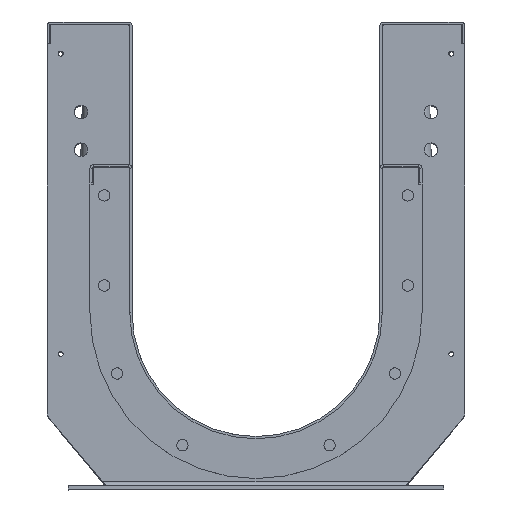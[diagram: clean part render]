
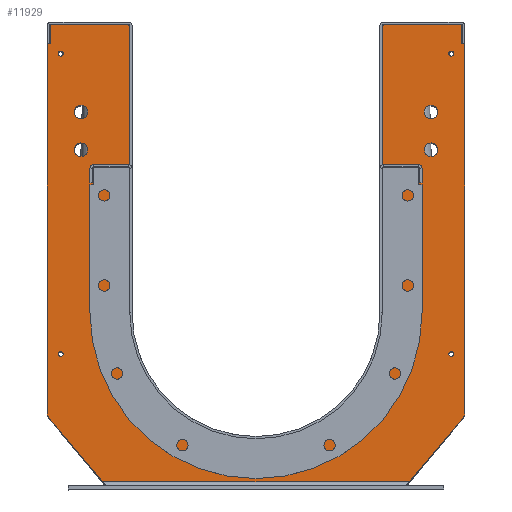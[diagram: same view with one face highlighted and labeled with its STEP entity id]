
A CAD part, top view. The second image highlights one B-rep face of the part: STEP entity #11929.
In plain terms, the highlighted planar face has unit normal (0, 0, 1).
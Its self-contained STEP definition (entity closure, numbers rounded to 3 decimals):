
#662=FACE_BOUND('',#2225,.T.);
#663=FACE_BOUND('',#2226,.T.);
#664=FACE_BOUND('',#2227,.T.);
#665=FACE_BOUND('',#2228,.T.);
#666=FACE_BOUND('',#2229,.T.);
#667=FACE_BOUND('',#2230,.T.);
#668=FACE_BOUND('',#2231,.T.);
#669=FACE_BOUND('',#2232,.T.);
#909=PLANE('',#13179);
#1459=FACE_OUTER_BOUND('',#2224,.T.);
#2224=EDGE_LOOP('',(#9477,#9478,#9479,#9480,#9481,#9482,#9483,#9484,#9485,
#9486,#9487,#9488,#9489,#9490,#9491,#9492,#9493,#9494));
#2225=EDGE_LOOP('',(#9495));
#2226=EDGE_LOOP('',(#9496));
#2227=EDGE_LOOP('',(#9497));
#2228=EDGE_LOOP('',(#9498));
#2229=EDGE_LOOP('',(#9499));
#2230=EDGE_LOOP('',(#9500));
#2231=EDGE_LOOP('',(#9501));
#2232=EDGE_LOOP('',(#9502));
#3138=LINE('',#19070,#4270);
#3155=LINE('',#19114,#4287);
#3188=LINE('',#19249,#4320);
#3189=LINE('',#19286,#4321);
#3190=LINE('',#19289,#4322);
#3191=LINE('',#19291,#4323);
#3192=LINE('',#19293,#4324);
#3193=LINE('',#19297,#4325);
#3194=LINE('',#19301,#4326);
#3195=LINE('',#19305,#4327);
#3196=LINE('',#19307,#4328);
#3197=LINE('',#19309,#4329);
#3198=LINE('',#19310,#4330);
#4270=VECTOR('',#15128,10.);
#4287=VECTOR('',#15161,10.);
#4320=VECTOR('',#15232,10.);
#4321=VECTOR('',#15235,10.);
#4322=VECTOR('',#15238,10.);
#4323=VECTOR('',#15239,10.);
#4324=VECTOR('',#15240,10.);
#4325=VECTOR('',#15243,10.);
#4326=VECTOR('',#15246,10.);
#4327=VECTOR('',#15249,10.);
#4328=VECTOR('',#15250,10.);
#4329=VECTOR('',#15251,10.);
#4330=VECTOR('',#15252,10.);
#5114=CIRCLE('',#13112,9.);
#5116=CIRCLE('',#13115,9.);
#5118=CIRCLE('',#13118,9.);
#5120=CIRCLE('',#13121,9.);
#5122=CIRCLE('',#13124,3.375);
#5124=CIRCLE('',#13127,3.375);
#5126=CIRCLE('',#13130,3.375);
#5128=CIRCLE('',#13133,3.375);
#5139=CIRCLE('',#13149,12.);
#5144=CIRCLE('',#13157,12.);
#5149=CIRCLE('',#13180,6.);
#5150=CIRCLE('',#13181,168.);
#5151=CIRCLE('',#13182,6.);
#5766=VERTEX_POINT('',#18985);
#5768=VERTEX_POINT('',#18991);
#5770=VERTEX_POINT('',#18997);
#5772=VERTEX_POINT('',#19003);
#5774=VERTEX_POINT('',#19009);
#5776=VERTEX_POINT('',#19015);
#5778=VERTEX_POINT('',#19021);
#5780=VERTEX_POINT('',#19027);
#5792=VERTEX_POINT('',#19060);
#5793=VERTEX_POINT('',#19062);
#5795=VERTEX_POINT('',#19068);
#5811=VERTEX_POINT('',#19104);
#5812=VERTEX_POINT('',#19105);
#5814=VERTEX_POINT('',#19112);
#5840=VERTEX_POINT('',#19231);
#5841=VERTEX_POINT('',#19288);
#5842=VERTEX_POINT('',#19290);
#5843=VERTEX_POINT('',#19292);
#5844=VERTEX_POINT('',#19294);
#5845=VERTEX_POINT('',#19296);
#5846=VERTEX_POINT('',#19298);
#5847=VERTEX_POINT('',#19300);
#5848=VERTEX_POINT('',#19302);
#5849=VERTEX_POINT('',#19304);
#5850=VERTEX_POINT('',#19306);
#5851=VERTEX_POINT('',#19308);
#7056=EDGE_CURVE('',#5766,#5766,#5114,.T.);
#7059=EDGE_CURVE('',#5768,#5768,#5116,.T.);
#7062=EDGE_CURVE('',#5770,#5770,#5118,.T.);
#7065=EDGE_CURVE('',#5772,#5772,#5120,.T.);
#7068=EDGE_CURVE('',#5774,#5774,#5122,.T.);
#7071=EDGE_CURVE('',#5776,#5776,#5124,.T.);
#7074=EDGE_CURVE('',#5778,#5778,#5126,.T.);
#7077=EDGE_CURVE('',#5780,#5780,#5128,.T.);
#7094=EDGE_CURVE('',#5792,#5793,#5139,.T.);
#7098=EDGE_CURVE('',#5795,#5792,#3138,.T.);
#7115=EDGE_CURVE('',#5811,#5812,#5144,.T.);
#7120=EDGE_CURVE('',#5811,#5814,#3155,.T.);
#7162=EDGE_CURVE('',#5814,#5840,#3188,.T.);
#7164=EDGE_CURVE('',#5840,#5793,#3189,.T.);
#7165=EDGE_CURVE('',#5841,#5795,#3190,.T.);
#7166=EDGE_CURVE('',#5842,#5841,#3191,.T.);
#7167=EDGE_CURVE('',#5843,#5842,#3192,.T.);
#7168=EDGE_CURVE('',#5844,#5843,#5149,.T.);
#7169=EDGE_CURVE('',#5845,#5844,#3193,.T.);
#7170=EDGE_CURVE('',#5846,#5845,#5150,.T.);
#7171=EDGE_CURVE('',#5847,#5846,#3194,.T.);
#7172=EDGE_CURVE('',#5848,#5847,#5151,.T.);
#7173=EDGE_CURVE('',#5849,#5848,#3195,.T.);
#7174=EDGE_CURVE('',#5850,#5849,#3196,.T.);
#7175=EDGE_CURVE('',#5851,#5850,#3197,.T.);
#7176=EDGE_CURVE('',#5812,#5851,#3198,.T.);
#9477=ORIENTED_EDGE('',*,*,#7094,.F.);
#9478=ORIENTED_EDGE('',*,*,#7098,.F.);
#9479=ORIENTED_EDGE('',*,*,#7165,.F.);
#9480=ORIENTED_EDGE('',*,*,#7166,.F.);
#9481=ORIENTED_EDGE('',*,*,#7167,.F.);
#9482=ORIENTED_EDGE('',*,*,#7168,.F.);
#9483=ORIENTED_EDGE('',*,*,#7169,.F.);
#9484=ORIENTED_EDGE('',*,*,#7170,.F.);
#9485=ORIENTED_EDGE('',*,*,#7171,.F.);
#9486=ORIENTED_EDGE('',*,*,#7172,.F.);
#9487=ORIENTED_EDGE('',*,*,#7173,.F.);
#9488=ORIENTED_EDGE('',*,*,#7174,.F.);
#9489=ORIENTED_EDGE('',*,*,#7175,.F.);
#9490=ORIENTED_EDGE('',*,*,#7176,.F.);
#9491=ORIENTED_EDGE('',*,*,#7115,.F.);
#9492=ORIENTED_EDGE('',*,*,#7120,.T.);
#9493=ORIENTED_EDGE('',*,*,#7162,.T.);
#9494=ORIENTED_EDGE('',*,*,#7164,.T.);
#9495=ORIENTED_EDGE('',*,*,#7056,.T.);
#9496=ORIENTED_EDGE('',*,*,#7059,.T.);
#9497=ORIENTED_EDGE('',*,*,#7062,.T.);
#9498=ORIENTED_EDGE('',*,*,#7065,.T.);
#9499=ORIENTED_EDGE('',*,*,#7068,.T.);
#9500=ORIENTED_EDGE('',*,*,#7071,.T.);
#9501=ORIENTED_EDGE('',*,*,#7074,.T.);
#9502=ORIENTED_EDGE('',*,*,#7077,.T.);
#11929=ADVANCED_FACE('',(#1459,#662,#663,#664,#665,#666,#667,#668,#669),
#909,.T.);
#13112=AXIS2_PLACEMENT_3D('',#18986,#15034,#15035);
#13115=AXIS2_PLACEMENT_3D('',#18992,#15041,#15042);
#13118=AXIS2_PLACEMENT_3D('',#18998,#15048,#15049);
#13121=AXIS2_PLACEMENT_3D('',#19004,#15055,#15056);
#13124=AXIS2_PLACEMENT_3D('',#19010,#15062,#15063);
#13127=AXIS2_PLACEMENT_3D('',#19016,#15069,#15070);
#13130=AXIS2_PLACEMENT_3D('',#19022,#15076,#15077);
#13133=AXIS2_PLACEMENT_3D('',#19028,#15083,#15084);
#13149=AXIS2_PLACEMENT_3D('',#19063,#15121,#15122);
#13157=AXIS2_PLACEMENT_3D('',#19106,#15153,#15154);
#13179=AXIS2_PLACEMENT_3D('',#19287,#15236,#15237);
#13180=AXIS2_PLACEMENT_3D('',#19295,#15241,#15242);
#13181=AXIS2_PLACEMENT_3D('',#19299,#15244,#15245);
#13182=AXIS2_PLACEMENT_3D('',#19303,#15247,#15248);
#15034=DIRECTION('center_axis',(0.,0.,-1.));
#15035=DIRECTION('ref_axis',(-1.,0.,0.));
#15041=DIRECTION('center_axis',(0.,0.,-1.));
#15042=DIRECTION('ref_axis',(-1.,0.,0.));
#15048=DIRECTION('center_axis',(0.,0.,-1.));
#15049=DIRECTION('ref_axis',(-1.,0.,0.));
#15055=DIRECTION('center_axis',(0.,0.,-1.));
#15056=DIRECTION('ref_axis',(-1.,0.,0.));
#15062=DIRECTION('center_axis',(0.,0.,-1.));
#15063=DIRECTION('ref_axis',(1.,0.,0.));
#15069=DIRECTION('center_axis',(0.,0.,-1.));
#15070=DIRECTION('ref_axis',(1.,0.,0.));
#15076=DIRECTION('center_axis',(0.,0.,-1.));
#15077=DIRECTION('ref_axis',(1.,0.,0.));
#15083=DIRECTION('center_axis',(0.,0.,-1.));
#15084=DIRECTION('ref_axis',(1.,0.,0.));
#15121=DIRECTION('center_axis',(0.,0.,-1.));
#15122=DIRECTION('ref_axis',(0.94,-0.342,0.));
#15128=DIRECTION('',(0.,-1.,0.));
#15153=DIRECTION('center_axis',(0.,0.,-1.));
#15154=DIRECTION('ref_axis',(-0.94,-0.342,0.));
#15161=DIRECTION('',(0.643,-0.766,0.));
#15232=DIRECTION('',(1.,0.,0.));
#15235=DIRECTION('',(0.643,0.766,0.));
#15236=DIRECTION('center_axis',(0.,0.,1.));
#15237=DIRECTION('ref_axis',(1.,0.,0.));
#15238=DIRECTION('',(1.,0.,0.));
#15239=DIRECTION('',(0.,-1.,0.));
#15240=DIRECTION('',(1.,0.,0.));
#15241=DIRECTION('center_axis',(0.,0.,-1.));
#15242=DIRECTION('ref_axis',(-0.707,0.707,0.));
#15243=DIRECTION('',(0.,1.,0.));
#15244=DIRECTION('center_axis',(0.,0.,1.));
#15245=DIRECTION('ref_axis',(-1.,0.,0.));
#15246=DIRECTION('',(0.,-1.,0.));
#15247=DIRECTION('center_axis',(0.,0.,-1.));
#15248=DIRECTION('ref_axis',(0.707,0.707,0.));
#15249=DIRECTION('',(1.,0.,0.));
#15250=DIRECTION('',(0.,1.,0.));
#15251=DIRECTION('',(1.,0.,0.));
#15252=DIRECTION('',(0.,1.,0.));
#18985=CARTESIAN_POINT('',(242.,217.,5.));
#18986=CARTESIAN_POINT('Origin',(233.,217.,5.));
#18991=CARTESIAN_POINT('',(-224.,267.,5.));
#18992=CARTESIAN_POINT('Origin',(-233.,267.,5.));
#18997=CARTESIAN_POINT('',(242.,267.,5.));
#18998=CARTESIAN_POINT('Origin',(233.,267.,5.));
#19003=CARTESIAN_POINT('',(-224.,217.,5.));
#19004=CARTESIAN_POINT('Origin',(-233.,217.,5.));
#19009=CARTESIAN_POINT('',(-263.375,345.,5.));
#19010=CARTESIAN_POINT('Origin',(-260.,345.,5.));
#19015=CARTESIAN_POINT('',(-263.375,-55.,5.));
#19016=CARTESIAN_POINT('Origin',(-260.,-55.,5.));
#19021=CARTESIAN_POINT('',(256.625,-55.,5.));
#19022=CARTESIAN_POINT('Origin',(260.,-55.,5.));
#19027=CARTESIAN_POINT('',(256.625,345.,5.));
#19028=CARTESIAN_POINT('Origin',(260.,345.,5.));
#19060=CARTESIAN_POINT('',(278.,-132.676,5.));
#19062=CARTESIAN_POINT('',(275.193,-140.389,5.));
#19063=CARTESIAN_POINT('Origin',(266.,-132.676,5.));
#19068=CARTESIAN_POINT('',(278.,358.,5.));
#19070=CARTESIAN_POINT('',(278.,358.,5.));
#19104=CARTESIAN_POINT('',(-275.193,-140.389,5.));
#19105=CARTESIAN_POINT('',(-278.,-132.676,5.));
#19106=CARTESIAN_POINT('Origin',(-266.,-132.676,5.));
#19112=CARTESIAN_POINT('',(-204.195,-225.,5.));
#19114=CARTESIAN_POINT('',(-226.315,-198.639,5.));
#19231=CARTESIAN_POINT('',(204.195,-225.,5.));
#19249=CARTESIAN_POINT('',(-102.098,-225.,5.));
#19286=CARTESIAN_POINT('',(265.315,-152.161,5.));
#19287=CARTESIAN_POINT('Origin',(0.,44.703,
5.));
#19288=CARTESIAN_POINT('',(274.,358.,5.));
#19289=CARTESIAN_POINT('',(274.,358.,5.));
#19290=CARTESIAN_POINT('',(274.,384.,5.));
#19291=CARTESIAN_POINT('',(274.,384.,5.));
#19292=CARTESIAN_POINT('',(174.,384.,5.));
#19293=CARTESIAN_POINT('',(168.,384.,5.));
#19294=CARTESIAN_POINT('',(168.,378.,5.));
#19295=CARTESIAN_POINT('Origin',(174.,378.,5.));
#19296=CARTESIAN_POINT('',(168.,0.,5.));
#19297=CARTESIAN_POINT('',(168.,0.,5.));
#19298=CARTESIAN_POINT('',(-168.,0.,5.));
#19299=CARTESIAN_POINT('Origin',(0.,0.,5.));
#19300=CARTESIAN_POINT('',(-168.,378.,5.));
#19301=CARTESIAN_POINT('',(-168.,384.,5.));
#19302=CARTESIAN_POINT('',(-174.,384.,5.));
#19303=CARTESIAN_POINT('Origin',(-174.,378.,5.));
#19304=CARTESIAN_POINT('',(-274.,384.,5.));
#19305=CARTESIAN_POINT('',(-274.,384.,5.));
#19306=CARTESIAN_POINT('',(-274.,358.,5.));
#19307=CARTESIAN_POINT('',(-274.,358.,5.));
#19308=CARTESIAN_POINT('',(-278.,358.,5.));
#19309=CARTESIAN_POINT('',(-278.,358.,5.));
#19310=CARTESIAN_POINT('',(-278.,-230.,5.));
